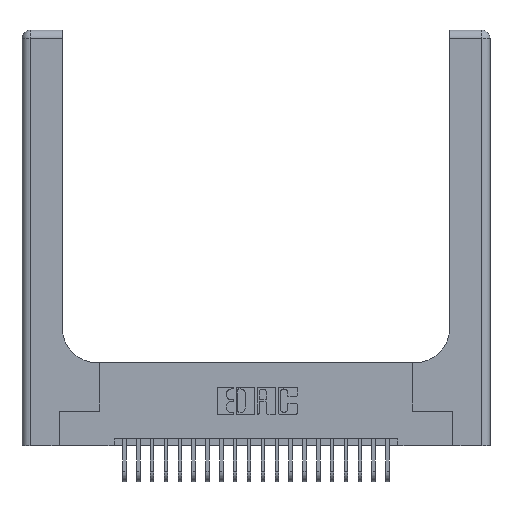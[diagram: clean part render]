
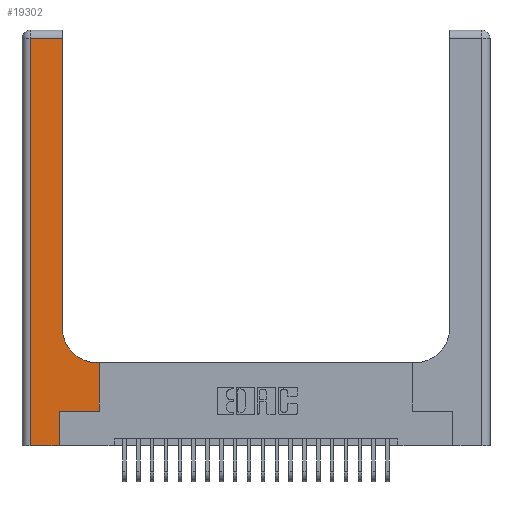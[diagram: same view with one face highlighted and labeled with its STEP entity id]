
A CAD part, top view. The second image highlights one B-rep face of the part: STEP entity #19302.
In plain terms, the highlighted planar face has unit normal (0, 0, 1).
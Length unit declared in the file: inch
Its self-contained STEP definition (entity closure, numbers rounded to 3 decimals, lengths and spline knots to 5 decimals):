
#99 = LINE ( 'NONE', #15625, #9665 ) ;
#168 = EDGE_CURVE ( 'NONE', #23120, #3954, #15760, .T. ) ;
#672 = ORIENTED_EDGE ( 'NONE', *, *, #13609, .T. ) ;
#916 = VECTOR ( 'NONE', #12565, 39.37008 ) ;
#1107 = DIRECTION ( 'NONE',  ( 1., 0., 0. ) ) ;
#1686 = CARTESIAN_POINT ( 'NONE',  ( 0.5585, 0.25, 0.37 ) ) ;
#2075 = CIRCLE ( 'NONE', #14682, 0.25 ) ;
#2484 = VECTOR ( 'NONE', #3424, 39.37008 ) ;
#2993 = VERTEX_POINT ( 'NONE', #3312 ) ;
#3312 = CARTESIAN_POINT ( 'NONE',  ( 0.06, 0., 0.37 ) ) ;
#3424 = DIRECTION ( 'NONE',  ( 0., 1., 0. ) ) ;
#3954 = VERTEX_POINT ( 'NONE', #8164 ) ;
#4306 = LINE ( 'NONE', #10198, #13318 ) ;
#4810 = DIRECTION ( 'NONE',  ( 0., 1., 0. ) ) ;
#5205 = CARTESIAN_POINT ( 'NONE',  ( 0.2915, 0.6, 0.37 ) ) ;
#5647 = CARTESIAN_POINT ( 'NONE',  ( 0.269, 0.25, 0.37 ) ) ;
#5698 = LINE ( 'NONE', #23307, #916 ) ;
#5993 = CARTESIAN_POINT ( 'NONE',  ( 0.06, 2.94, 0.37 ) ) ;
#6250 = EDGE_CURVE ( 'NONE', #2993, #7731, #11138, .T. ) ;
#6269 = DIRECTION ( 'NONE',  ( 0., 0., -1. ) ) ;
#6626 = VERTEX_POINT ( 'NONE', #5993 ) ;
#6903 = EDGE_CURVE ( 'NONE', #3954, #7639, #16192, .T. ) ;
#7639 = VERTEX_POINT ( 'NONE', #12668 ) ;
#7730 = DIRECTION ( 'NONE',  ( 0., -1., 0. ) ) ;
#7731 = VERTEX_POINT ( 'NONE', #20669 ) ;
#8164 = CARTESIAN_POINT ( 'NONE',  ( 0.5585, 0.6, 0.37 ) ) ;
#8274 = ORIENTED_EDGE ( 'NONE', *, *, #168, .T. ) ;
#8347 = ORIENTED_EDGE ( 'NONE', *, *, #9996, .T. ) ;
#8969 = EDGE_CURVE ( 'NONE', #7639, #16360, #2075, .T. ) ;
#9192 = ORIENTED_EDGE ( 'NONE', *, *, #13452, .T. ) ;
#9553 = CARTESIAN_POINT ( 'NONE',  ( 0.2915, 2.94, 0.37 ) ) ;
#9597 = DIRECTION ( 'NONE',  ( -1., 0., 0. ) ) ;
#9665 = VECTOR ( 'NONE', #4810, 39.37008 ) ;
#9996 = EDGE_CURVE ( 'NONE', #6626, #2993, #17289, .T. ) ;
#10003 = VERTEX_POINT ( 'NONE', #9553 ) ;
#10198 = CARTESIAN_POINT ( 'NONE',  ( 0., 2.94, 0.37 ) ) ;
#10511 = ORIENTED_EDGE ( 'NONE', *, *, #22586, .T. ) ;
#11008 = EDGE_CURVE ( 'NONE', #15791, #23120, #19746, .T. ) ;
#11138 = LINE ( 'NONE', #13905, #15377 ) ;
#12027 = DIRECTION ( 'NONE',  ( -1., 0., 0. ) ) ;
#12476 = VECTOR ( 'NONE', #7730, 39.37008 ) ;
#12565 = DIRECTION ( 'NONE',  ( 0., 1., 0. ) ) ;
#12668 = CARTESIAN_POINT ( 'NONE',  ( 0.5415, 0.6, 0.37 ) ) ;
#13102 = CARTESIAN_POINT ( 'NONE',  ( 0.06, 3., 0.37 ) ) ;
#13318 = VECTOR ( 'NONE', #12027, 39.37008 ) ;
#13452 = EDGE_CURVE ( 'NONE', #10003, #6626, #4306, .T. ) ;
#13609 = EDGE_CURVE ( 'NONE', #16360, #10003, #5698, .T. ) ;
#13905 = CARTESIAN_POINT ( 'NONE',  ( 0., 0., 0.37 ) ) ;
#14374 = AXIS2_PLACEMENT_3D ( 'NONE', #18602, #20390, #9597 ) ;
#14397 = VECTOR ( 'NONE', #1107, 39.37008 ) ;
#14485 = ORIENTED_EDGE ( 'NONE', *, *, #11008, .T. ) ;
#14682 = AXIS2_PLACEMENT_3D ( 'NONE', #17116, #6269, #18907 ) ;
#15377 = VECTOR ( 'NONE', #22919, 39.37008 ) ;
#15403 = EDGE_LOOP ( 'NONE', ( #672, #9192, #8347, #16728, #10511, #14485, #8274, #19849, #17233 ) ) ;
#15524 = CARTESIAN_POINT ( 'NONE',  ( 0.5585, 0.25, 0.37 ) ) ;
#15625 = CARTESIAN_POINT ( 'NONE',  ( 0.269, 0., 0.37 ) ) ;
#15760 = LINE ( 'NONE', #1686, #2484 ) ;
#15791 = VERTEX_POINT ( 'NONE', #5647 ) ;
#16192 = LINE ( 'NONE', #5205, #20961 ) ;
#16360 = VERTEX_POINT ( 'NONE', #21980 ) ;
#16728 = ORIENTED_EDGE ( 'NONE', *, *, #6250, .T. ) ;
#16784 = PLANE ( 'NONE',  #14374 ) ;
#17116 = CARTESIAN_POINT ( 'NONE',  ( 0.5415, 0.85, 0.37 ) ) ;
#17233 = ORIENTED_EDGE ( 'NONE', *, *, #8969, .T. ) ;
#17289 = LINE ( 'NONE', #13102, #12476 ) ;
#18602 = CARTESIAN_POINT ( 'NONE',  ( 0., 3., 0.37 ) ) ;
#18907 = DIRECTION ( 'NONE',  ( 1., 0., 0. ) ) ;
#19072 = CARTESIAN_POINT ( 'NONE',  ( 0.269, 0.25, 0.37 ) ) ;
#19302 = ADVANCED_FACE ( 'NONE', ( #22184 ), #16784, .F. ) ;
#19746 = LINE ( 'NONE', #19072, #14397 ) ;
#19849 = ORIENTED_EDGE ( 'NONE', *, *, #6903, .T. ) ;
#20390 = DIRECTION ( 'NONE',  ( 0., 0., -1. ) ) ;
#20669 = CARTESIAN_POINT ( 'NONE',  ( 0.269, 0., 0.37 ) ) ;
#20961 = VECTOR ( 'NONE', #23131, 39.37008 ) ;
#21980 = CARTESIAN_POINT ( 'NONE',  ( 0.2915, 0.85, 0.37 ) ) ;
#22184 = FACE_OUTER_BOUND ( 'NONE', #15403, .T. ) ;
#22586 = EDGE_CURVE ( 'NONE', #7731, #15791, #99, .T. ) ;
#22919 = DIRECTION ( 'NONE',  ( 1., 0., 0. ) ) ;
#23120 = VERTEX_POINT ( 'NONE', #15524 ) ;
#23131 = DIRECTION ( 'NONE',  ( -1., 0., 0. ) ) ;
#23307 = CARTESIAN_POINT ( 'NONE',  ( 0.2915, 3., 0.37 ) ) ;
